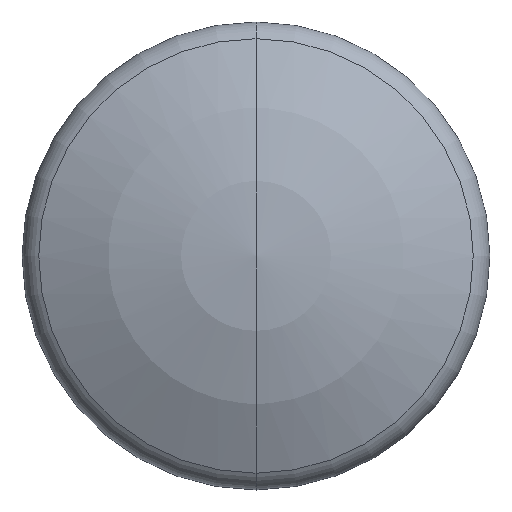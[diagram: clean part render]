
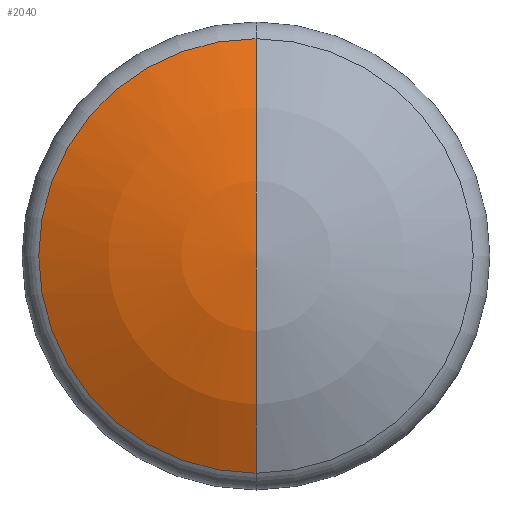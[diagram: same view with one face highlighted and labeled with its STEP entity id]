
A CAD part, top view. The second image highlights one B-rep face of the part: STEP entity #2040.
In plain terms, the highlighted spherical face has radius 15 mm.
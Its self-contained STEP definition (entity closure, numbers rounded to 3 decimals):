
#1750=CARTESIAN_POINT('',(50.734,48.46,
29.239));
#1760=DIRECTION('',(0.,0.,1.));
#1770=DIRECTION('',(0.,-1.,0.));
#1780=AXIS2_PLACEMENT_3D('',#1750,#1760,#1770);
#1790=SPHERICAL_SURFACE('',#1780,15.);
#1800=CARTESIAN_POINT('',(50.734,48.46,
29.239));
#1810=DIRECTION('',(1.,0.,0.));
#1820=DIRECTION('',(0.,0.,1.));
#1830=AXIS2_PLACEMENT_3D('',#1800,#1810,#1820);
#1840=CIRCLE('',#1830,15.);
#1850=CARTESIAN_POINT('',(50.734,55.424,
42.524));
#1860=VERTEX_POINT('',#1850);
#1870=CARTESIAN_POINT('',(50.734,48.46,
44.239));
#1880=VERTEX_POINT('',#1870);
#1890=EDGE_CURVE('',#1860,#1880,#1840,.T.);
#1900=ORIENTED_EDGE('',*,*,#1890,.F.);
#1910=CARTESIAN_POINT('',(50.734,41.496,
42.524));
#1920=VERTEX_POINT('',#1910);
#1930=EDGE_CURVE('',#1880,#1920,#1840,.T.);
#1940=ORIENTED_EDGE('',*,*,#1930,.F.);
#1950=CARTESIAN_POINT('',(50.734,48.46,
42.524));
#1960=DIRECTION('',(0.,0.,1.));
#1970=DIRECTION('',(0.,-1.,0.));
#1980=AXIS2_PLACEMENT_3D('',#1950,#1960,#1970);
#1990=CIRCLE('',#1980,6.964);
#2000=EDGE_CURVE('',#1860,#1920,#1990,.T.);
#2010=ORIENTED_EDGE('',*,*,#2000,.T.);
#2020=EDGE_LOOP('',(#2010,#1940,#1900));
#2030=FACE_OUTER_BOUND('',#2020,.T.);
#2040=ADVANCED_FACE('',(#2030),#1790,.T.);
